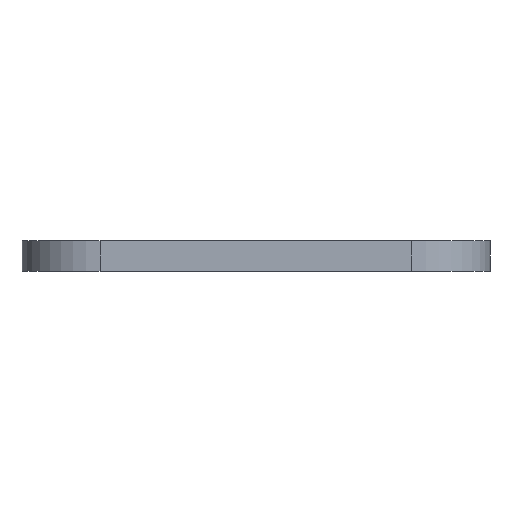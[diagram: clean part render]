
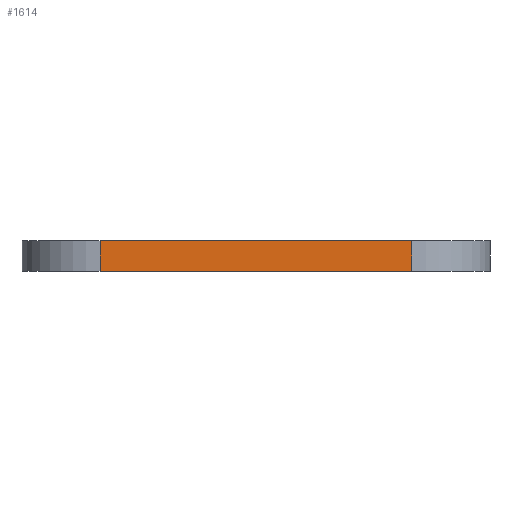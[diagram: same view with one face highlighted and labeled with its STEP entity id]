
A CAD part, left-side view. The second image highlights one B-rep face of the part: STEP entity #1614.
In plain terms, the highlighted planar face has unit normal (-1, 0, 0).
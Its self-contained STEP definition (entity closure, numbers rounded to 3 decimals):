
#83 = PLANE('',#84);
#84 = AXIS2_PLACEMENT_3D('',#85,#86,#87);
#85 = CARTESIAN_POINT('',(128.,-107.,1.58));
#86 = DIRECTION('',(0.,0.,1.));
#87 = DIRECTION('',(1.,0.,-0.));
#111 = CYLINDRICAL_SURFACE('',#112,4.);
#112 = AXIS2_PLACEMENT_3D('',#113,#114,#115);
#113 = CARTESIAN_POINT('',(103.,-99.,0.));
#114 = DIRECTION('',(-0.,-0.,-1.));
#115 = DIRECTION('',(1.,0.,-0.));
#137 = PLANE('',#138);
#138 = AXIS2_PLACEMENT_3D('',#139,#140,#141);
#139 = CARTESIAN_POINT('',(128.,-107.,0.));
#140 = DIRECTION('',(0.,0.,1.));
#141 = DIRECTION('',(1.,0.,-0.));
#232 = VERTEX_POINT('',#233);
#233 = CARTESIAN_POINT('',(99.,-99.,1.58));
#255 = EDGE_CURVE('',#256,#232,#258,.T.);
#256 = VERTEX_POINT('',#257);
#257 = CARTESIAN_POINT('',(99.,-99.,0.));
#258 = SURFACE_CURVE('',#259,(#263,#270),.PCURVE_S1.);
#259 = LINE('',#260,#261);
#260 = CARTESIAN_POINT('',(99.,-99.,0.));
#261 = VECTOR('',#262,1.);
#262 = DIRECTION('',(0.,0.,1.));
#263 = PCURVE('',#111,#264);
#264 = DEFINITIONAL_REPRESENTATION('',(#265),#269);
#265 = LINE('',#266,#267);
#266 = CARTESIAN_POINT('',(-3.142,0.));
#267 = VECTOR('',#268,1.);
#268 = DIRECTION('',(-0.,-1.));
#269 = ( GEOMETRIC_REPRESENTATION_CONTEXT(2) 
PARAMETRIC_REPRESENTATION_CONTEXT() REPRESENTATION_CONTEXT('2D SPACE',''
  ) );
#270 = PCURVE('',#271,#276);
#271 = PLANE('',#272);
#272 = AXIS2_PLACEMENT_3D('',#273,#274,#275);
#273 = CARTESIAN_POINT('',(99.,-99.,0.));
#274 = DIRECTION('',(1.,0.,-0.));
#275 = DIRECTION('',(0.,-1.,0.));
#276 = DEFINITIONAL_REPRESENTATION('',(#277),#281);
#277 = LINE('',#278,#279);
#278 = CARTESIAN_POINT('',(0.,0.));
#279 = VECTOR('',#280,1.);
#280 = DIRECTION('',(0.,-1.));
#281 = ( GEOMETRIC_REPRESENTATION_CONTEXT(2) 
PARAMETRIC_REPRESENTATION_CONTEXT() REPRESENTATION_CONTEXT('2D SPACE',''
  ) );
#310 = EDGE_CURVE('',#256,#311,#313,.T.);
#311 = VERTEX_POINT('',#312);
#312 = CARTESIAN_POINT('',(99.,-115.,0.));
#313 = SURFACE_CURVE('',#314,(#318,#325),.PCURVE_S1.);
#314 = LINE('',#315,#316);
#315 = CARTESIAN_POINT('',(99.,-99.,0.));
#316 = VECTOR('',#317,1.);
#317 = DIRECTION('',(0.,-1.,0.));
#318 = PCURVE('',#137,#319);
#319 = DEFINITIONAL_REPRESENTATION('',(#320),#324);
#320 = LINE('',#321,#322);
#321 = CARTESIAN_POINT('',(-29.,8.));
#322 = VECTOR('',#323,1.);
#323 = DIRECTION('',(0.,-1.));
#324 = ( GEOMETRIC_REPRESENTATION_CONTEXT(2) 
PARAMETRIC_REPRESENTATION_CONTEXT() REPRESENTATION_CONTEXT('2D SPACE',''
  ) );
#325 = PCURVE('',#271,#326);
#326 = DEFINITIONAL_REPRESENTATION('',(#327),#331);
#327 = LINE('',#328,#329);
#328 = CARTESIAN_POINT('',(0.,0.));
#329 = VECTOR('',#330,1.);
#330 = DIRECTION('',(1.,0.));
#331 = ( GEOMETRIC_REPRESENTATION_CONTEXT(2) 
PARAMETRIC_REPRESENTATION_CONTEXT() REPRESENTATION_CONTEXT('2D SPACE',''
  ) );
#350 = CYLINDRICAL_SURFACE('',#351,4.);
#351 = AXIS2_PLACEMENT_3D('',#352,#353,#354);
#352 = CARTESIAN_POINT('',(103.,-115.,0.));
#353 = DIRECTION('',(-0.,-0.,-1.));
#354 = DIRECTION('',(1.,0.,-0.));
#1004 = EDGE_CURVE('',#232,#1005,#1007,.T.);
#1005 = VERTEX_POINT('',#1006);
#1006 = CARTESIAN_POINT('',(99.,-115.,1.58));
#1007 = SURFACE_CURVE('',#1008,(#1012,#1019),.PCURVE_S1.);
#1008 = LINE('',#1009,#1010);
#1009 = CARTESIAN_POINT('',(99.,-99.,1.58));
#1010 = VECTOR('',#1011,1.);
#1011 = DIRECTION('',(0.,-1.,0.));
#1012 = PCURVE('',#83,#1013);
#1013 = DEFINITIONAL_REPRESENTATION('',(#1014),#1018);
#1014 = LINE('',#1015,#1016);
#1015 = CARTESIAN_POINT('',(-29.,8.));
#1016 = VECTOR('',#1017,1.);
#1017 = DIRECTION('',(0.,-1.));
#1018 = ( GEOMETRIC_REPRESENTATION_CONTEXT(2) 
PARAMETRIC_REPRESENTATION_CONTEXT() REPRESENTATION_CONTEXT('2D SPACE',''
  ) );
#1019 = PCURVE('',#271,#1020);
#1020 = DEFINITIONAL_REPRESENTATION('',(#1021),#1025);
#1021 = LINE('',#1022,#1023);
#1022 = CARTESIAN_POINT('',(0.,-1.58));
#1023 = VECTOR('',#1024,1.);
#1024 = DIRECTION('',(1.,0.));
#1025 = ( GEOMETRIC_REPRESENTATION_CONTEXT(2) 
PARAMETRIC_REPRESENTATION_CONTEXT() REPRESENTATION_CONTEXT('2D SPACE',''
  ) );
#1614 = ADVANCED_FACE('',(#1615),#271,.F.);
#1615 = FACE_BOUND('',#1616,.F.);
#1616 = EDGE_LOOP('',(#1617,#1618,#1619,#1640));
#1617 = ORIENTED_EDGE('',*,*,#255,.T.);
#1618 = ORIENTED_EDGE('',*,*,#1004,.T.);
#1619 = ORIENTED_EDGE('',*,*,#1620,.F.);
#1620 = EDGE_CURVE('',#311,#1005,#1621,.T.);
#1621 = SURFACE_CURVE('',#1622,(#1626,#1633),.PCURVE_S1.);
#1622 = LINE('',#1623,#1624);
#1623 = CARTESIAN_POINT('',(99.,-115.,0.));
#1624 = VECTOR('',#1625,1.);
#1625 = DIRECTION('',(0.,0.,1.));
#1626 = PCURVE('',#271,#1627);
#1627 = DEFINITIONAL_REPRESENTATION('',(#1628),#1632);
#1628 = LINE('',#1629,#1630);
#1629 = CARTESIAN_POINT('',(16.,0.));
#1630 = VECTOR('',#1631,1.);
#1631 = DIRECTION('',(0.,-1.));
#1632 = ( GEOMETRIC_REPRESENTATION_CONTEXT(2) 
PARAMETRIC_REPRESENTATION_CONTEXT() REPRESENTATION_CONTEXT('2D SPACE',''
  ) );
#1633 = PCURVE('',#350,#1634);
#1634 = DEFINITIONAL_REPRESENTATION('',(#1635),#1639);
#1635 = LINE('',#1636,#1637);
#1636 = CARTESIAN_POINT('',(-3.142,0.));
#1637 = VECTOR('',#1638,1.);
#1638 = DIRECTION('',(-0.,-1.));
#1639 = ( GEOMETRIC_REPRESENTATION_CONTEXT(2) 
PARAMETRIC_REPRESENTATION_CONTEXT() REPRESENTATION_CONTEXT('2D SPACE',''
  ) );
#1640 = ORIENTED_EDGE('',*,*,#310,.F.);
